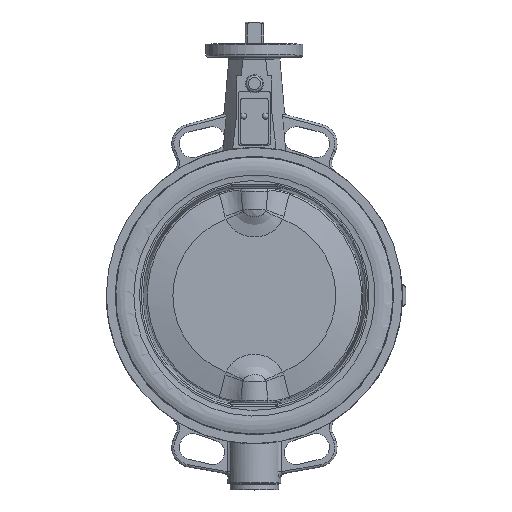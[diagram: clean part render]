
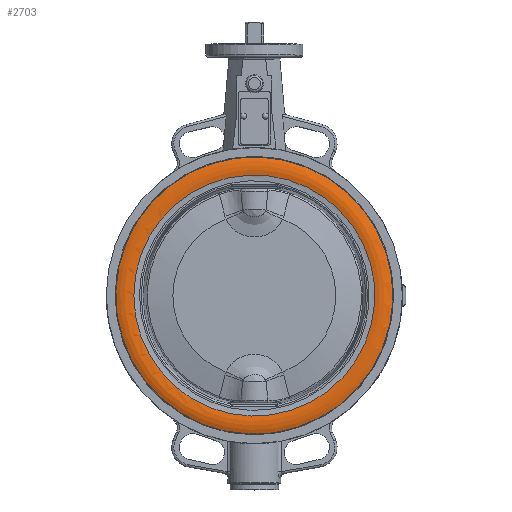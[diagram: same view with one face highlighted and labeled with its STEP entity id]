
A CAD part, top view. The second image highlights one B-rep face of the part: STEP entity #2703.
In plain terms, the highlighted toroidal (fillet/blend) face has major radius 115.858 mm and minor radius 25 mm.
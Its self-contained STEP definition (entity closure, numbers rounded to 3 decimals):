
#2672=CARTESIAN_POINT('',(77.079,-96.983,29.417));
#2673=VERTEX_POINT('',#2672);
#2674=CARTESIAN_POINT('',(0.,2.5,29.417));
#2675=DIRECTION('',(0.0,0.0,1.0));
#2676=DIRECTION('',(-1.0,0.0,0.0));
#2677=AXIS2_PLACEMENT_3D('',#2674,#2675,#2676);
#2678=CIRCLE('',#2677,125.85);
#2679=EDGE_CURVE('',#2673,#2673,#2678,.T.);
#2684=CARTESIAN_POINT('',(0.,2.5,6.5));
#2685=DIRECTION('',(0.0,0.,1.0));
#2686=DIRECTION('',(0.0,-1.0,0.0));
#2687=AXIS2_PLACEMENT_3D('',#2684,#2685,#2686);
#2688=TOROIDAL_SURFACE('',#2687,115.858,25.0);
#2689=ORIENTED_EDGE('',*,*,#2679,.T.);
#2690=EDGE_LOOP('',(#2689));
#2691=FACE_OUTER_BOUND('',#2690,.T.);
#2692=CARTESIAN_POINT('',(-109.457,2.5,30.667));
#2693=VERTEX_POINT('',#2692);
#2694=CARTESIAN_POINT('',(0.,2.5,30.667));
#2695=DIRECTION('',(0.0,0.0,1.0));
#2696=DIRECTION('',(-1.0,0.0,0.0));
#2697=AXIS2_PLACEMENT_3D('',#2694,#2695,#2696);
#2698=CIRCLE('',#2697,109.457);
#2699=EDGE_CURVE('',#2693,#2693,#2698,.T.);
#2700=ORIENTED_EDGE('',*,*,#2699,.F.);
#2701=EDGE_LOOP('',(#2700));
#2702=FACE_BOUND('',#2701,.T.);
#2703=ADVANCED_FACE('',(#2691,#2702),#2688,.T.);
